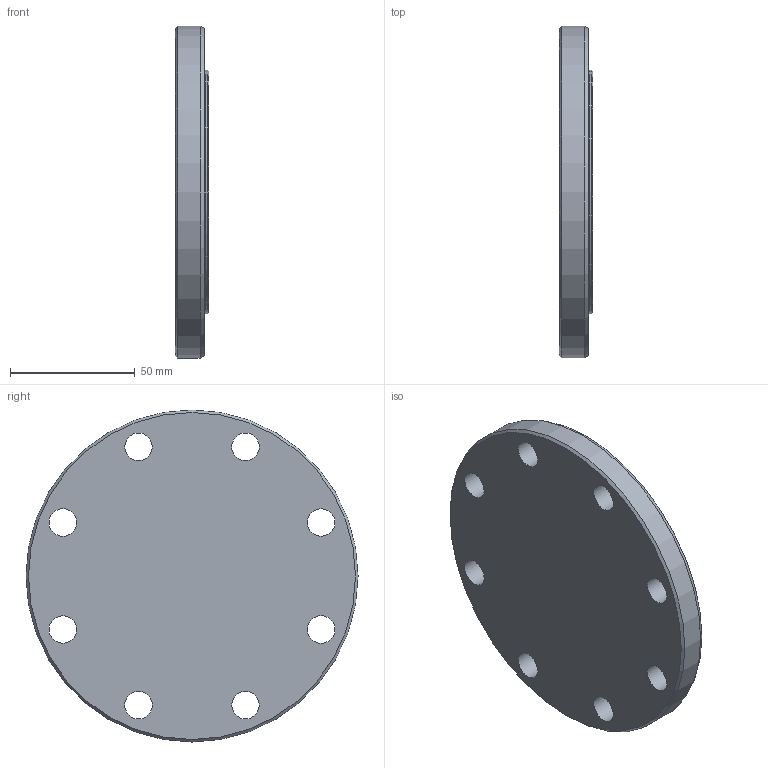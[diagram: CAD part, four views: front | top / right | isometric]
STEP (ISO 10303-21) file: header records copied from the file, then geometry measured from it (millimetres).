
FILE_DESCRIPTION((''),'2;1');
FILE_NAME('10176080X000.stp','2010-09-03T09:39:54',('thilbrands'),(''),'Autodesk Inventor 2008','Autodesk Inventor 2008','');
FILE_SCHEMA(('AUTOMOTIVE_DESIGN { 1 0 10303 214 1 1 1 1 }'));
Length unit declared in the file: millimetre
Products named in the file (1): 10176032X000
Bounding box: 13.5 x 133 x 133 mm (x, y, z)
Volume: 143037 mm3; surface area: 35405.3 mm2
Topology: 1 solids, 1 shells, 21 faces, 53 edges, 36 vertices
Faces by surface type: bspline 10, plane 4, cone 3, cylinder 2, torus 2
Full cylindrical faces by diameter (mm): 97.6 x1, 133 x1
Entity records: 754 total; most frequent: CARTESIAN_POINT 320, DIRECTION 80, ORIENTED_EDGE 56, EDGE_LOOP 56, AXIS2_PLACEMENT_3D 40, FACE_BOUND 35, VERTEX_POINT 28, CIRCLE 28
